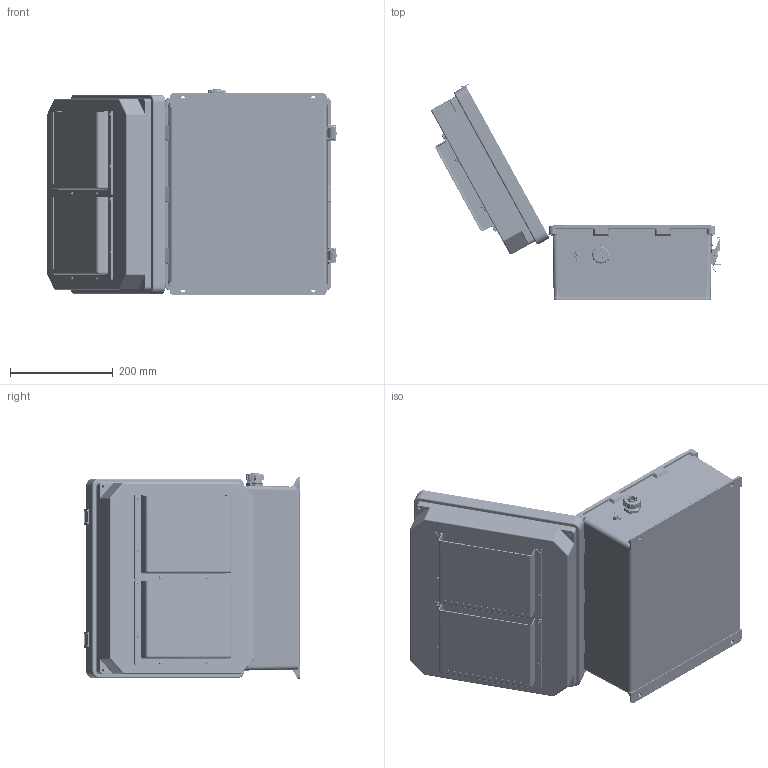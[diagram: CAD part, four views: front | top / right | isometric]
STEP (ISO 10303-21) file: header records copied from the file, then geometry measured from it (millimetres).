
FILE_DESCRIPTION (( 'STEP AP214' ), '1' );
FILE_NAME ('NB141207-E0V_3D.step', '2025-10-28T17:14:20', ( '' ), ( '' ), 'SwSTEP 2.0', 'SolidWorks 2025', '' );
FILE_SCHEMA (( 'AUTOMOTIVE_DESIGN' ));
Length unit declared in the file: inch
Products named in the file (31): XFN-0003; NB141207-E0V_3D; XCT-0011; XFS-0031; XF797-02; XF1056-01; XFS-0017; XFN-0002; XFN-0013; NB141207-DoorClasp-1; XFS-0026; NEMA GroundWire-2; XFR-0005; NB141207-Box; NB141207-Lid-Vented; XMH-0007; XCTB-0002; XMH-0041; MJSCVR; NB141207-DoorClasp-2; XCT-0010; XFS-0059; XFW-0002; XM220-01-UL; XC-0003; 10-32 NEMA PLATE SCREW; XFS-0023_92470A148; 1AM07-189; XCT-0005; Fan Screen-120x120 ALUM; NB141207-Hinge
Assembly tree (72 placements, depth 2):
  NB141207-E0V_3D
    NB141207-Box
    NB141207-Hinge  x2
    NB141207-Lid-Vented
    NB141207-DoorClasp-1  x2
    NB141207-DoorClasp-2  x2
    XC-0003
    XFS-0026
    XCT-0005
    XFN-0003  x2
    XFW-0002
    XF1056-01
    XCT-0010
    XCT-0011
    XCTB-0002
    XFN-0013  x2
    10-32 NEMA PLATE SCREW  x4
    XFS-0017  x3
    XF797-02
    XMH-0007  x4
    NEMA GroundWire-2
    XMH-0041
    XFS-0059  x2
    XFN-0002  x8
    XM220-01-UL  x2
    XFR-0005  x12
    Fan Screen-120x120 ALUM  x2
    XFS-0023_92470A148  x8
    1AM07-189
    MJSCVR  x2
    XFS-0031
Bounding box: 564.53 x 422.3 x 402.37 mm (x, y, z)
Volume: 2435997.1 mm3; surface area: 1637031.8 mm2
Topology: 80 solids, 81 shells, 7350 faces, 19258 edges, 12104 vertices
Faces by surface type: cylinder 3019, plane 2153, cone 1387, bspline 375, torus 362, sphere 54
Entity records: 155814 total; most frequent: CARTESIAN_POINT 47804, ORIENTED_EDGE 22608, DIRECTION 22029, EDGE_CURVE 11304, AXIS2_PLACEMENT_3D 8168, VERTEX_POINT 7112, VECTOR 5693, LINE 5693
